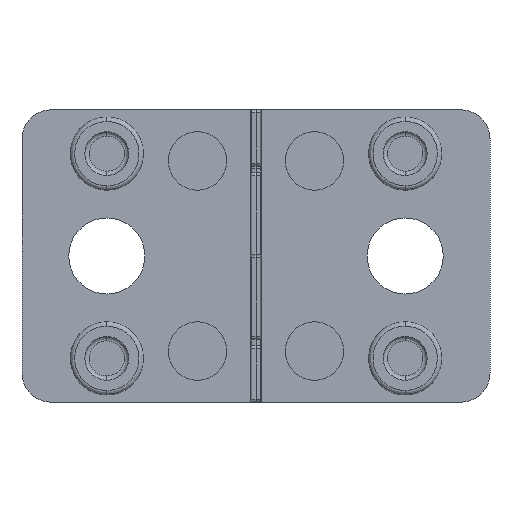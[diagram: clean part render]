
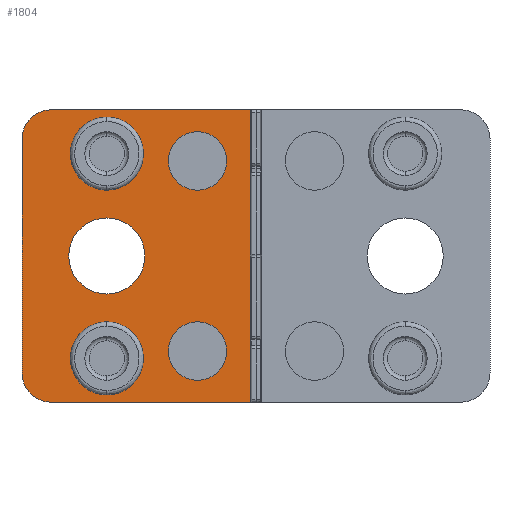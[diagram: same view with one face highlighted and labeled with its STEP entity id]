
A CAD part, front view. The second image highlights one B-rep face of the part: STEP entity #1804.
In plain terms, the highlighted planar face has unit normal (0, -1, 0).
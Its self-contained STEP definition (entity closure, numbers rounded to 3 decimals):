
#38 = EDGE_CURVE ( 'NONE', #965, #2420, #2343, .T. ) ;
#78 = EDGE_CURVE ( 'NONE', #2420, #5328, #1667, .T. ) ;
#104 = EDGE_CURVE ( 'NONE', #1475, #1300, #5113, .T. ) ;
#123 = DIRECTION ( 'NONE',  ( 1., 0., 0. ) ) ;
#324 = DIRECTION ( 'NONE',  ( -1., 0., 0. ) ) ;
#334 = CARTESIAN_POINT ( 'NONE',  ( 0.405, -6., -10. ) ) ;
#417 = EDGE_CURVE ( 'NONE', #4257, #4212, #983, .T. ) ;
#504 = CARTESIAN_POINT ( 'NONE',  ( 0.405, -6., 10. ) ) ;
#515 = FACE_BOUND ( 'NONE', #2243, .T. ) ;
#528 = FACE_BOUND ( 'NONE', #5224, .T. ) ;
#532 = FACE_BOUND ( 'NONE', #5470, .T. ) ;
#538 = LINE ( 'NONE', #4569, #4348 ) ;
#550 = FACE_BOUND ( 'NONE', #5433, .T. ) ;
#637 = AXIS2_PLACEMENT_3D ( 'NONE', #4367, #4375, #4368 ) ;
#646 = VECTOR ( 'NONE', #123, 1000. ) ;
#688 = AXIS2_PLACEMENT_3D ( 'NONE', #4341, #4360, #4349 ) ;
#741 = AXIS2_PLACEMENT_3D ( 'NONE', #3140, #2987, #3125 ) ;
#752 = AXIS2_PLACEMENT_3D ( 'NONE', #3464, #3517, #3445 ) ;
#911 = DIRECTION ( 'NONE',  ( 0., 0., 1. ) ) ;
#913 = DIRECTION ( 'NONE',  ( 0., 1., 0. ) ) ;
#918 = CARTESIAN_POINT ( 'NONE',  ( 0.405, -6., 10. ) ) ;
#960 = AXIS2_PLACEMENT_3D ( 'NONE', #2148, #2146, #2141 ) ;
#965 = VERTEX_POINT ( 'NONE', #3985 ) ;
#975 = PLANE ( 'NONE',  #3676 ) ;
#983 = CIRCLE ( 'NONE', #3169, 2.6 ) ;
#1004 = CIRCLE ( 'NONE', #2889, 2. ) ;
#1089 = VECTOR ( 'NONE', #3403, 1000. ) ;
#1154 = DIRECTION ( 'NONE',  ( 0., 0., 1. ) ) ;
#1180 = VERTEX_POINT ( 'NONE', #5297 ) ;
#1190 = DIRECTION ( 'NONE',  ( 0., -1., 0. ) ) ;
#1193 = EDGE_CURVE ( 'NONE', #4668, #5060, #538, .T. ) ;
#1229 = VERTEX_POINT ( 'NONE', #3584 ) ;
#1300 = VERTEX_POINT ( 'NONE', #5182 ) ;
#1320 = CIRCLE ( 'NONE', #4656, 2. ) ;
#1341 = CIRCLE ( 'NONE', #960, 2.5 ) ;
#1400 = CARTESIAN_POINT ( 'NONE',  ( 10.2, -6., 0. ) ) ;
#1411 = AXIS2_PLACEMENT_3D ( 'NONE', #5022, #5124, #2027 ) ;
#1444 = DIRECTION ( 'NONE',  ( 0., 0., -1. ) ) ;
#1448 = DIRECTION ( 'NONE',  ( 0., -1., 0. ) ) ;
#1457 = CARTESIAN_POINT ( 'NONE',  ( 4., -6., -6.5 ) ) ;
#1471 = AXIS2_PLACEMENT_3D ( 'NONE', #5293, #5229, #5223 ) ;
#1475 = VERTEX_POINT ( 'NONE', #2677 ) ;
#1543 = EDGE_CURVE ( 'NONE', #2842, #2805, #1341, .T. ) ;
#1592 = DIRECTION ( 'NONE',  ( 0., 0., 1. ) ) ;
#1597 = AXIS2_PLACEMENT_3D ( 'NONE', #4271, #4239, #4265 ) ;
#1598 = DIRECTION ( 'NONE',  ( 0., 1., 0. ) ) ;
#1599 = CARTESIAN_POINT ( 'NONE',  ( 14., -6., -8. ) ) ;
#1663 = ORIENTED_EDGE ( 'NONE', *, *, #1966, .F. ) ;
#1667 = LINE ( 'NONE', #3581, #1089 ) ;
#1673 = EDGE_CURVE ( 'NONE', #5328, #1229, #4148, .T. ) ;
#1678 = CARTESIAN_POINT ( 'NONE',  ( 10.2, -6., 4.5 ) ) ;
#1694 = CARTESIAN_POINT ( 'NONE',  ( 10.2, -6., 9.5 ) ) ;
#1700 = ORIENTED_EDGE ( 'NONE', *, *, #4848, .F. ) ;
#1712 = EDGE_CURVE ( 'NONE', #1180, #2548, #1004, .T. ) ;
#1749 = ORIENTED_EDGE ( 'NONE', *, *, #38, .F. ) ;
#1804 = ADVANCED_FACE ( 'NONE', ( #532, #3451, #528, #550, #515, #3582 ), #975, .F. ) ;
#1966 = EDGE_CURVE ( 'NONE', #1229, #4668, #4730, .T. ) ;
#2010 = EDGE_CURVE ( 'NONE', #5060, #965, #3865, .T. ) ;
#2027 = DIRECTION ( 'NONE',  ( 0., 0., -1. ) ) ;
#2141 = DIRECTION ( 'NONE',  ( 0., 0., 1. ) ) ;
#2146 = DIRECTION ( 'NONE',  ( 0., -1., 0. ) ) ;
#2148 = CARTESIAN_POINT ( 'NONE',  ( 10.2, -6., 7. ) ) ;
#2243 = EDGE_LOOP ( 'NONE', ( #3854, #2957 ) ) ;
#2283 = ORIENTED_EDGE ( 'NONE', *, *, #4797, .F. ) ;
#2298 = CARTESIAN_POINT ( 'NONE',  ( 10.2, -6., -2.6 ) ) ;
#2343 = CIRCLE ( 'NONE', #752, 2. ) ;
#2370 = EDGE_LOOP ( 'NONE', ( #5045, #3678 ) ) ;
#2420 = VERTEX_POINT ( 'NONE', #3253 ) ;
#2548 = VERTEX_POINT ( 'NONE', #3290 ) ;
#2551 = EDGE_CURVE ( 'NONE', #3175, #3434, #1320, .T. ) ;
#2557 = VECTOR ( 'NONE', #324, 1000. ) ;
#2632 = CIRCLE ( 'NONE', #1411, 2. ) ;
#2677 = CARTESIAN_POINT ( 'NONE',  ( 10.2, -6., -4.5 ) ) ;
#2708 = CIRCLE ( 'NONE', #1597, 2.6 ) ;
#2778 = DIRECTION ( 'NONE',  ( 0., 0., -1. ) ) ;
#2785 = DIRECTION ( 'NONE',  ( 0., -1., 0. ) ) ;
#2796 = CARTESIAN_POINT ( 'NONE',  ( 4., -6., 6.5 ) ) ;
#2805 = VERTEX_POINT ( 'NONE', #1678 ) ;
#2842 = VERTEX_POINT ( 'NONE', #1694 ) ;
#2889 = AXIS2_PLACEMENT_3D ( 'NONE', #1457, #1448, #1444 ) ;
#2957 = ORIENTED_EDGE ( 'NONE', *, *, #5104, .F. ) ;
#2987 = DIRECTION ( 'NONE',  ( 0., -1., 0. ) ) ;
#3125 = DIRECTION ( 'NONE',  ( 0., 0., 1. ) ) ;
#3140 = CARTESIAN_POINT ( 'NONE',  ( 10.2, -6., -7. ) ) ;
#3166 = DIRECTION ( 'NONE',  ( 0., 0., 1. ) ) ;
#3169 = AXIS2_PLACEMENT_3D ( 'NONE', #1400, #1190, #1154 ) ;
#3175 = VERTEX_POINT ( 'NONE', #3420 ) ;
#3253 = CARTESIAN_POINT ( 'NONE',  ( 16., -6., 8. ) ) ;
#3255 = CIRCLE ( 'NONE', #637, 2.5 ) ;
#3290 = CARTESIAN_POINT ( 'NONE',  ( 4., -6., -4.5 ) ) ;
#3307 = ORIENTED_EDGE ( 'NONE', *, *, #1673, .F. ) ;
#3332 = ORIENTED_EDGE ( 'NONE', *, *, #78, .F. ) ;
#3401 = AXIS2_PLACEMENT_3D ( 'NONE', #1599, #1598, #1592 ) ;
#3403 = DIRECTION ( 'NONE',  ( 0., 0., -1. ) ) ;
#3420 = CARTESIAN_POINT ( 'NONE',  ( 4., -6., 4.5 ) ) ;
#3434 = VERTEX_POINT ( 'NONE', #3437 ) ;
#3437 = CARTESIAN_POINT ( 'NONE',  ( 4., -6., 8.5 ) ) ;
#3445 = DIRECTION ( 'NONE',  ( 0., 0., -1. ) ) ;
#3451 = FACE_OUTER_BOUND ( 'NONE', #4548, .T. ) ;
#3464 = CARTESIAN_POINT ( 'NONE',  ( 14., -6., 8. ) ) ;
#3507 = CIRCLE ( 'NONE', #688, 2.5 ) ;
#3517 = DIRECTION ( 'NONE',  ( 0., 1., 0. ) ) ;
#3581 = CARTESIAN_POINT ( 'NONE',  ( 16., -6., 10. ) ) ;
#3582 = FACE_BOUND ( 'NONE', #2370, .T. ) ;
#3584 = CARTESIAN_POINT ( 'NONE',  ( 14., -6., -10. ) ) ;
#3644 = CIRCLE ( 'NONE', #1471, 2. ) ;
#3676 = AXIS2_PLACEMENT_3D ( 'NONE', #918, #913, #911 ) ;
#3678 = ORIENTED_EDGE ( 'NONE', *, *, #5076, .F. ) ;
#3690 = ORIENTED_EDGE ( 'NONE', *, *, #2010, .F. ) ;
#3794 = CARTESIAN_POINT ( 'NONE',  ( 10.2, -6., 2.6 ) ) ;
#3846 = ORIENTED_EDGE ( 'NONE', *, *, #4782, .F. ) ;
#3854 = ORIENTED_EDGE ( 'NONE', *, *, #2551, .F. ) ;
#3865 = LINE ( 'NONE', #504, #646 ) ;
#3985 = CARTESIAN_POINT ( 'NONE',  ( 14., -6., 10. ) ) ;
#4070 = CARTESIAN_POINT ( 'NONE',  ( 0.405, -6., -10. ) ) ;
#4148 = CIRCLE ( 'NONE', #3401, 2. ) ;
#4212 = VERTEX_POINT ( 'NONE', #3794 ) ;
#4239 = DIRECTION ( 'NONE',  ( 0., -1., 0. ) ) ;
#4257 = VERTEX_POINT ( 'NONE', #2298 ) ;
#4265 = DIRECTION ( 'NONE',  ( 0., 0., 1. ) ) ;
#4271 = CARTESIAN_POINT ( 'NONE',  ( 10.2, -6., 0. ) ) ;
#4341 = CARTESIAN_POINT ( 'NONE',  ( 10.2, -6., 7. ) ) ;
#4348 = VECTOR ( 'NONE', #3166, 1000. ) ;
#4349 = DIRECTION ( 'NONE',  ( 0., 0., 1. ) ) ;
#4360 = DIRECTION ( 'NONE',  ( 0., -1., 0. ) ) ;
#4367 = CARTESIAN_POINT ( 'NONE',  ( 10.2, -6., -7. ) ) ;
#4368 = DIRECTION ( 'NONE',  ( 0., 0., 1. ) ) ;
#4375 = DIRECTION ( 'NONE',  ( 0., -1., 0. ) ) ;
#4548 = EDGE_LOOP ( 'NONE', ( #1749, #3690, #5292, #1663, #3307, #3332 ) ) ;
#4569 = CARTESIAN_POINT ( 'NONE',  ( 0.405, -6., 10. ) ) ;
#4656 = AXIS2_PLACEMENT_3D ( 'NONE', #2796, #2785, #2778 ) ;
#4668 = VERTEX_POINT ( 'NONE', #4070 ) ;
#4730 = LINE ( 'NONE', #334, #2557 ) ;
#4782 = EDGE_CURVE ( 'NONE', #1300, #1475, #3255, .T. ) ;
#4797 = EDGE_CURVE ( 'NONE', #2805, #2842, #3507, .T. ) ;
#4848 = EDGE_CURVE ( 'NONE', #4212, #4257, #2708, .T. ) ;
#4924 = CARTESIAN_POINT ( 'NONE',  ( 0.405, -6., 10. ) ) ;
#5022 = CARTESIAN_POINT ( 'NONE',  ( 4., -6., -6.5 ) ) ;
#5045 = ORIENTED_EDGE ( 'NONE', *, *, #1712, .F. ) ;
#5060 = VERTEX_POINT ( 'NONE', #4924 ) ;
#5063 = ORIENTED_EDGE ( 'NONE', *, *, #417, .F. ) ;
#5076 = EDGE_CURVE ( 'NONE', #2548, #1180, #2632, .T. ) ;
#5084 = ORIENTED_EDGE ( 'NONE', *, *, #1543, .F. ) ;
#5104 = EDGE_CURVE ( 'NONE', #3434, #3175, #3644, .T. ) ;
#5113 = CIRCLE ( 'NONE', #741, 2.5 ) ;
#5124 = DIRECTION ( 'NONE',  ( 0., -1., 0. ) ) ;
#5154 = CARTESIAN_POINT ( 'NONE',  ( 16., -6., -8. ) ) ;
#5182 = CARTESIAN_POINT ( 'NONE',  ( 10.2, -6., -9.5 ) ) ;
#5223 = DIRECTION ( 'NONE',  ( 0., 0., -1. ) ) ;
#5224 = EDGE_LOOP ( 'NONE', ( #1700, #5063 ) ) ;
#5229 = DIRECTION ( 'NONE',  ( 0., -1., 0. ) ) ;
#5292 = ORIENTED_EDGE ( 'NONE', *, *, #1193, .F. ) ;
#5293 = CARTESIAN_POINT ( 'NONE',  ( 4., -6., 6.5 ) ) ;
#5297 = CARTESIAN_POINT ( 'NONE',  ( 4., -6., -8.5 ) ) ;
#5328 = VERTEX_POINT ( 'NONE', #5154 ) ;
#5386 = ORIENTED_EDGE ( 'NONE', *, *, #104, .F. ) ;
#5433 = EDGE_LOOP ( 'NONE', ( #5084, #2283 ) ) ;
#5470 = EDGE_LOOP ( 'NONE', ( #5386, #3846 ) ) ;
